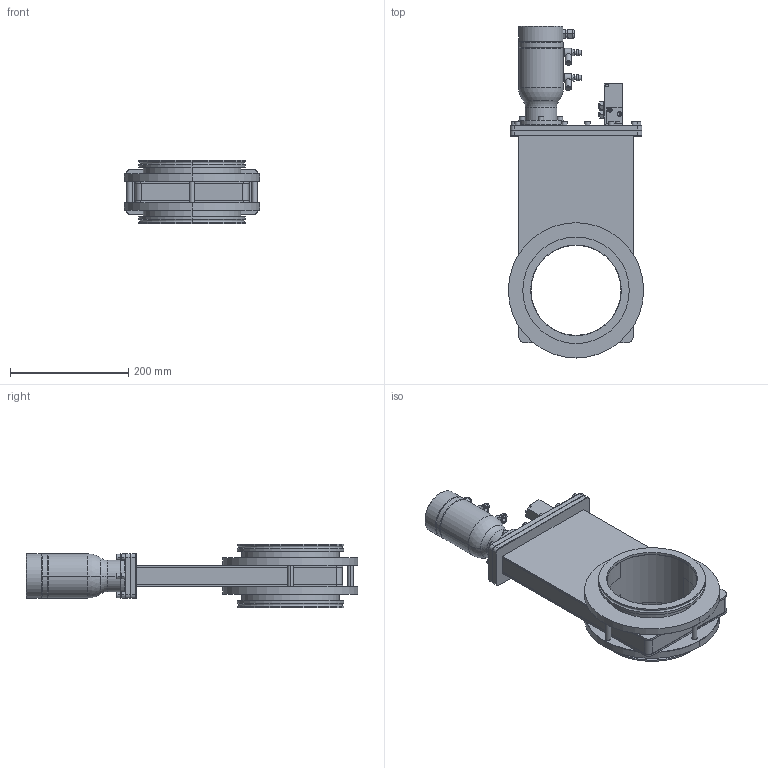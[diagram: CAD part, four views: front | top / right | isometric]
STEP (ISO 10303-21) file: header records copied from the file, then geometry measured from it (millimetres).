
FILE_DESCRIPTION((''),'2;1');
FILE_NAME('11212-0606R','2011-01-26T',('jd'),(''),'PRO/ENGINEER BY PARAMETRIC TECHNOLOGY CORPORATION, 2010280','PRO/ENGINEER BY PARAMETRIC TECHNOLOGY CORPORATION, 2010280','');
FILE_SCHEMA(('CONFIG_CONTROL_DESIGN'));
Length unit declared in the file: inch
Products named in the file (1): 11212-0606R
Bounding box: 228.6 x 561.16 x 107.82 mm (x, y, z)
Volume: 3582833.2 mm3; surface area: 373818.4 mm2
Topology: 1 solids, 7 shells, 678 faces, 1564 edges, 974 vertices
Faces by surface type: plane 369, cylinder 167, cone 132, torus 8, sphere 2
Entity records: 19414 total; most frequent: CARTESIAN_POINT 3893, DIRECTION 3271, ORIENTED_EDGE 3112, EDGE_CURVE 1564, AXIS2_PLACEMENT_3D 1188, VERTEX_POINT 974, VECTOR 895, LINE 895
